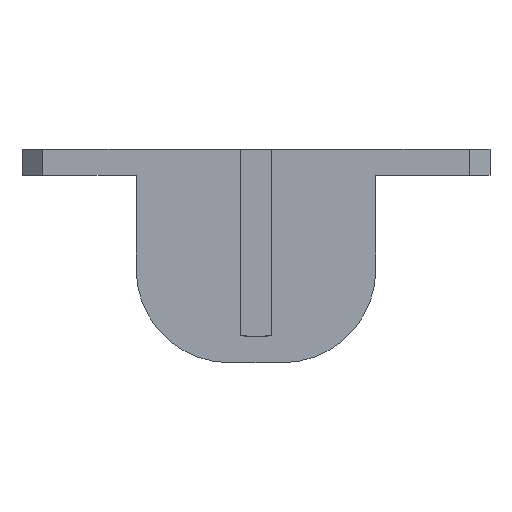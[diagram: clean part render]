
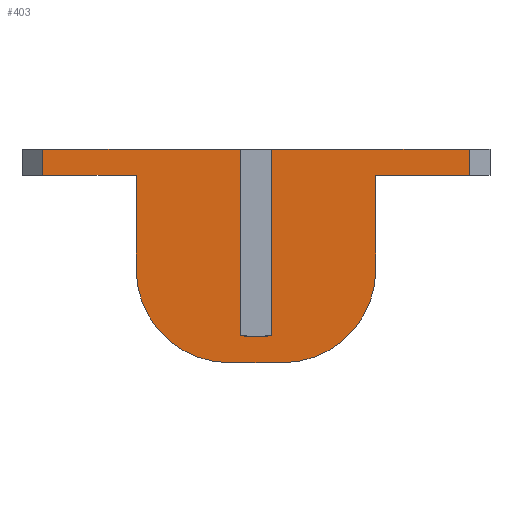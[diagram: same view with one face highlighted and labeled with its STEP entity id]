
A CAD part, front view. The second image highlights one B-rep face of the part: STEP entity #403.
In plain terms, the highlighted planar face has unit normal (0, -1, 0).
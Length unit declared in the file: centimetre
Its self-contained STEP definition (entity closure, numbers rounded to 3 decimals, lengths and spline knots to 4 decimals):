
#1 = EDGE_CURVE ( 'NONE', #844, #223, #1014, .T. ) ;
#2 = DIRECTION ( 'NONE',  ( 0., 0., -1. ) ) ;
#10 = ORIENTED_EDGE ( 'NONE', *, *, #1068, .F. ) ;
#11 = CARTESIAN_POINT ( 'NONE',  ( 2.05, -3.5, 1.553 ) ) ;
#13 = DIRECTION ( 'NONE',  ( 0., 0., 1. ) ) ;
#36 = VERTEX_POINT ( 'NONE', #425 ) ;
#64 = VERTEX_POINT ( 'NONE', #784 ) ;
#78 = EDGE_CURVE ( 'NONE', #671, #262, #242, .T. ) ;
#79 = EDGE_LOOP ( 'NONE', ( #1043, #176, #110, #413, #693, #837, #687, #1123, #760, #99, #96, #570, #10, #267, #98, #426 ) ) ;
#88 = LINE ( 'NONE', #981, #736 ) ;
#96 = ORIENTED_EDGE ( 'NONE', *, *, #273, .F. ) ;
#98 = ORIENTED_EDGE ( 'NONE', *, *, #538, .T. ) ;
#99 = ORIENTED_EDGE ( 'NONE', *, *, #473, .T. ) ;
#109 = EDGE_CURVE ( 'NONE', #671, #576, #686, .T. ) ;
#110 = ORIENTED_EDGE ( 'NONE', *, *, #271, .F. ) ;
#120 = VERTEX_POINT ( 'NONE', #723 ) ;
#122 = VECTOR ( 'NONE', #564, 100. ) ;
#136 = VERTEX_POINT ( 'NONE', #11 ) ;
#143 = CARTESIAN_POINT ( 'NONE',  ( 0., -3.5, 1.803 ) ) ;
#149 = VECTOR ( 'NONE', #1050, 100. ) ;
#173 = CARTESIAN_POINT ( 'NONE',  ( -2.05, -3.5, 1.803 ) ) ;
#176 = ORIENTED_EDGE ( 'NONE', *, *, #593, .T. ) ;
#177 = CARTESIAN_POINT ( 'NONE',  ( 1.1525, -3.5, 1.553 ) ) ;
#193 = CARTESIAN_POINT ( 'NONE',  ( 0., -3.5, 1.553 ) ) ;
#202 = DIRECTION ( 'NONE',  ( -1., 0., 0. ) ) ;
#208 = CARTESIAN_POINT ( 'NONE',  ( -1.1525, -3.5, 1.553 ) ) ;
#210 = DIRECTION ( 'NONE',  ( 0., -1., 0. ) ) ;
#216 = DIRECTION ( 'NONE',  ( 1., 0., 0. ) ) ;
#223 = VERTEX_POINT ( 'NONE', #884 ) ;
#232 = EDGE_CURVE ( 'NONE', #875, #64, #88, .T. ) ;
#237 = CARTESIAN_POINT ( 'NONE',  ( -1.1525, -3.5, 0. ) ) ;
#240 = AXIS2_PLACEMENT_3D ( 'NONE', #241, #1042, #583 ) ;
#241 = CARTESIAN_POINT ( 'NONE',  ( 0., -3.5, 1.803 ) ) ;
#242 = LINE ( 'NONE', #602, #545 ) ;
#247 = CARTESIAN_POINT ( 'NONE',  ( -0.0025, -3.5, 0.9 ) ) ;
#249 = LINE ( 'NONE', #237, #149 ) ;
#258 = VECTOR ( 'NONE', #216, 100. ) ;
#262 = VERTEX_POINT ( 'NONE', #743 ) ;
#267 = ORIENTED_EDGE ( 'NONE', *, *, #657, .F. ) ;
#268 = CARTESIAN_POINT ( 'NONE',  ( -1.1525, -3.5, 0.65 ) ) ;
#271 = EDGE_CURVE ( 'NONE', #120, #1135, #922, .T. ) ;
#273 = EDGE_CURVE ( 'NONE', #844, #450, #737, .T. ) ;
#283 = CARTESIAN_POINT ( 'NONE',  ( 0.2525, -3.5, 0.65 ) ) ;
#300 = EDGE_CURVE ( 'NONE', #565, #1078, #482, .T. ) ;
#314 = AXIS2_PLACEMENT_3D ( 'NONE', #763, #1117, #502 ) ;
#318 = LINE ( 'NONE', #851, #122 ) ;
#351 = CIRCLE ( 'NONE', #996, 0.9 ) ;
#353 = VECTOR ( 'NONE', #839, 100. ) ;
#373 = CARTESIAN_POINT ( 'NONE',  ( 0., -3.5, 0. ) ) ;
#380 = DIRECTION ( 'NONE',  ( 0., 0., 1. ) ) ;
#403 = ADVANCED_FACE ( 'NONE', ( #1112 ), #940, .F. ) ;
#413 = ORIENTED_EDGE ( 'NONE', *, *, #1004, .T. ) ;
#425 = CARTESIAN_POINT ( 'NONE',  ( -0.15, -3.5, 1.803 ) ) ;
#426 = ORIENTED_EDGE ( 'NONE', *, *, #300, .T. ) ;
#449 = CARTESIAN_POINT ( 'NONE',  ( 0.15, -3.5, 1.803 ) ) ;
#450 = VERTEX_POINT ( 'NONE', #866 ) ;
#473 = EDGE_CURVE ( 'NONE', #576, #450, #960, .T. ) ;
#476 = DIRECTION ( 'NONE',  ( 1., 0., 0. ) ) ;
#482 = LINE ( 'NONE', #1009, #258 ) ;
#484 = CARTESIAN_POINT ( 'NONE',  ( -0.2525, -3.5, -0.25 ) ) ;
#502 = DIRECTION ( 'NONE',  ( 0., 0., 1. ) ) ;
#513 = AXIS2_PLACEMENT_3D ( 'NONE', #247, #1118, #952 ) ;
#538 = EDGE_CURVE ( 'NONE', #588, #565, #796, .T. ) ;
#545 = VECTOR ( 'NONE', #579, 100. ) ;
#552 = DIRECTION ( 'NONE',  ( 0., -1., 0. ) ) ;
#564 = DIRECTION ( 'NONE',  ( 0., 0., -1. ) ) ;
#565 = VERTEX_POINT ( 'NONE', #1092 ) ;
#569 = VECTOR ( 'NONE', #1102, 100. ) ;
#570 = ORIENTED_EDGE ( 'NONE', *, *, #1, .T. ) ;
#576 = VERTEX_POINT ( 'NONE', #907 ) ;
#577 = LINE ( 'NONE', #742, #353 ) ;
#579 = DIRECTION ( 'NONE',  ( 1., 0., 0. ) ) ;
#583 = DIRECTION ( 'NONE',  ( 0., 0., 1. ) ) ;
#588 = VERTEX_POINT ( 'NONE', #173 ) ;
#593 = EDGE_CURVE ( 'NONE', #1007, #1135, #351, .T. ) ;
#602 = CARTESIAN_POINT ( 'NONE',  ( 0., -3.5, 1.803 ) ) ;
#625 = CARTESIAN_POINT ( 'NONE',  ( -2.05, -3.5, 1.553 ) ) ;
#657 = EDGE_CURVE ( 'NONE', #588, #36, #937, .T. ) ;
#671 = VERTEX_POINT ( 'NONE', #932 ) ;
#686 = LINE ( 'NONE', #449, #921 ) ;
#687 = ORIENTED_EDGE ( 'NONE', *, *, #692, .T. ) ;
#692 = EDGE_CURVE ( 'NONE', #136, #262, #577, .T. ) ;
#693 = ORIENTED_EDGE ( 'NONE', *, *, #232, .F. ) ;
#702 = CIRCLE ( 'NONE', #854, 0.9 ) ;
#714 = DIRECTION ( 'NONE',  ( 0., 0., -1. ) ) ;
#721 = VECTOR ( 'NONE', #714, 100. ) ;
#723 = CARTESIAN_POINT ( 'NONE',  ( 0.2525, -3.5, -0.25 ) ) ;
#736 = VECTOR ( 'NONE', #2, 100. ) ;
#737 = LINE ( 'NONE', #373, #1095 ) ;
#742 = CARTESIAN_POINT ( 'NONE',  ( 2.05, -3.5, 1.803 ) ) ;
#743 = CARTESIAN_POINT ( 'NONE',  ( 2.05, -3.5, 1.803 ) ) ;
#760 = ORIENTED_EDGE ( 'NONE', *, *, #109, .T. ) ;
#763 = CARTESIAN_POINT ( 'NONE',  ( 0.0025, -3.5, 0.9 ) ) ;
#784 = CARTESIAN_POINT ( 'NONE',  ( 1.1525, -3.5, 0.65 ) ) ;
#796 = LINE ( 'NONE', #625, #721 ) ;
#819 = EDGE_CURVE ( 'NONE', #1078, #1007, #249, .T. ) ;
#837 = ORIENTED_EDGE ( 'NONE', *, *, #1023, .F. ) ;
#839 = DIRECTION ( 'NONE',  ( 0., 0., 1. ) ) ;
#844 = VERTEX_POINT ( 'NONE', #1057 ) ;
#851 = CARTESIAN_POINT ( 'NONE',  ( -0.15, -3.5, 1.803 ) ) ;
#854 = AXIS2_PLACEMENT_3D ( 'NONE', #283, #552, #13 ) ;
#856 = DIRECTION ( 'NONE',  ( 1., 0., 0. ) ) ;
#866 = CARTESIAN_POINT ( 'NONE',  ( 0.0025, -3.5, 0. ) ) ;
#875 = VERTEX_POINT ( 'NONE', #177 ) ;
#884 = CARTESIAN_POINT ( 'NONE',  ( -0.15, -3.5, 0.0122 ) ) ;
#890 = CARTESIAN_POINT ( 'NONE',  ( -0.2525, -3.5, 0.65 ) ) ;
#895 = DIRECTION ( 'NONE',  ( 0., 0., -1. ) ) ;
#907 = CARTESIAN_POINT ( 'NONE',  ( 0.15, -3.5, 0.0122 ) ) ;
#921 = VECTOR ( 'NONE', #895, 100. ) ;
#922 = LINE ( 'NONE', #927, #569 ) ;
#927 = CARTESIAN_POINT ( 'NONE',  ( 0., -3.5, -0.25 ) ) ;
#932 = CARTESIAN_POINT ( 'NONE',  ( 0.15, -3.5, 1.803 ) ) ;
#937 = LINE ( 'NONE', #143, #943 ) ;
#940 = PLANE ( 'NONE',  #240 ) ;
#943 = VECTOR ( 'NONE', #856, 100. ) ;
#952 = DIRECTION ( 'NONE',  ( 0., 0., 1. ) ) ;
#960 = CIRCLE ( 'NONE', #314, 0.9 ) ;
#981 = CARTESIAN_POINT ( 'NONE',  ( 1.1525, -3.5, 0. ) ) ;
#983 = LINE ( 'NONE', #193, #1097 ) ;
#996 = AXIS2_PLACEMENT_3D ( 'NONE', #890, #210, #380 ) ;
#1004 = EDGE_CURVE ( 'NONE', #120, #64, #702, .T. ) ;
#1007 = VERTEX_POINT ( 'NONE', #268 ) ;
#1009 = CARTESIAN_POINT ( 'NONE',  ( 0., -3.5, 1.553 ) ) ;
#1014 = CIRCLE ( 'NONE', #513, 0.9 ) ;
#1023 = EDGE_CURVE ( 'NONE', #136, #875, #983, .T. ) ;
#1042 = DIRECTION ( 'NONE',  ( 0., 1., 0. ) ) ;
#1043 = ORIENTED_EDGE ( 'NONE', *, *, #819, .T. ) ;
#1050 = DIRECTION ( 'NONE',  ( 0., 0., -1. ) ) ;
#1057 = CARTESIAN_POINT ( 'NONE',  ( -0.0025, -3.5, 0. ) ) ;
#1068 = EDGE_CURVE ( 'NONE', #36, #223, #318, .T. ) ;
#1078 = VERTEX_POINT ( 'NONE', #208 ) ;
#1092 = CARTESIAN_POINT ( 'NONE',  ( -2.05, -3.5, 1.553 ) ) ;
#1095 = VECTOR ( 'NONE', #476, 100. ) ;
#1097 = VECTOR ( 'NONE', #202, 100. ) ;
#1102 = DIRECTION ( 'NONE',  ( -1., 0., 0. ) ) ;
#1112 = FACE_OUTER_BOUND ( 'NONE', #79, .T. ) ;
#1117 = DIRECTION ( 'NONE',  ( 0., 1., 0. ) ) ;
#1118 = DIRECTION ( 'NONE',  ( 0., 1., 0. ) ) ;
#1123 = ORIENTED_EDGE ( 'NONE', *, *, #78, .F. ) ;
#1135 = VERTEX_POINT ( 'NONE', #484 ) ;
